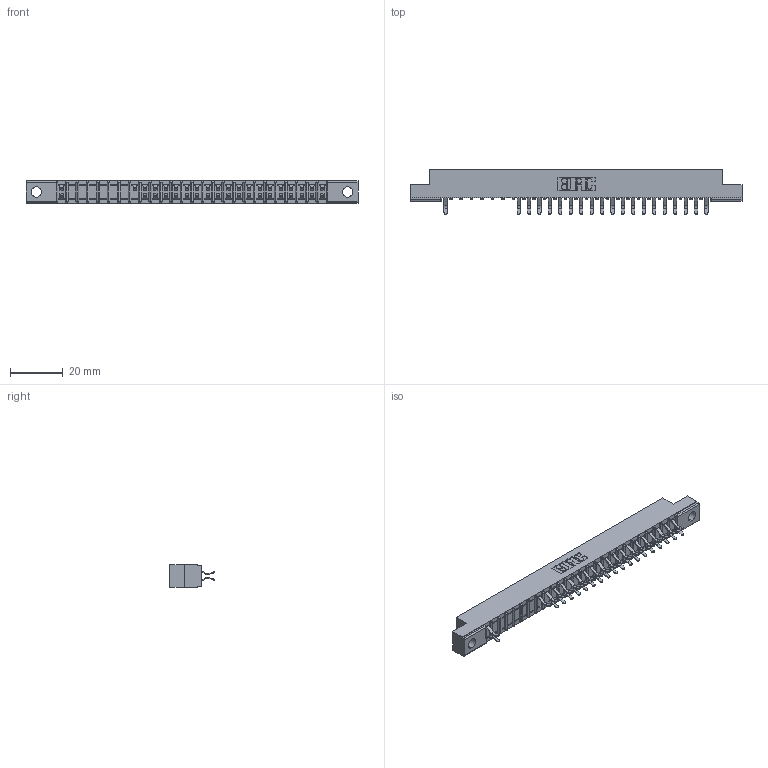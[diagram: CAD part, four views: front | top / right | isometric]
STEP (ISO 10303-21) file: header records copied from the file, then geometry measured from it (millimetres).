
FILE_DESCRIPTION (( 'STEP AP203' ), '1' );
FILE_NAME ('307-052-556-204.STEP', '2018-08-06T05:26:41', ( '' ), ( '' ), 'SwSTEP 2.0', 'SolidWorks 2016', '' );
FILE_SCHEMA (( 'CONFIG_CONTROL_DESIGN' ));
Length unit declared in the file: inch
Products named in the file (3): 307 Part_.156 Dia Mounting Holes; 307-290-001_556; 307-052-556-204
Assembly tree (40 placements, depth 2):
  307-052-556-204
    307 Part_.156 Dia Mounting Holes
    307-290-001_556  x39
Bounding box: 126.03 x 16.97 x 8.71 mm (x, y, z)
Volume: 7962.2 mm3; surface area: 13127.3 mm2
Topology: 40 solids, 40 shells, 2239 faces, 6313 edges, 4082 vertices
Faces by surface type: plane 1449, cylinder 736, sphere 54
Entity records: 25200 total; most frequent: CARTESIAN_POINT 4187, ORIENTED_EDGE 4158, DIRECTION 4087, EDGE_CURVE 2079, VECTOR 1595, LINE 1595, VERTEX_POINT 1346, AXIS2_PLACEMENT_3D 1246
